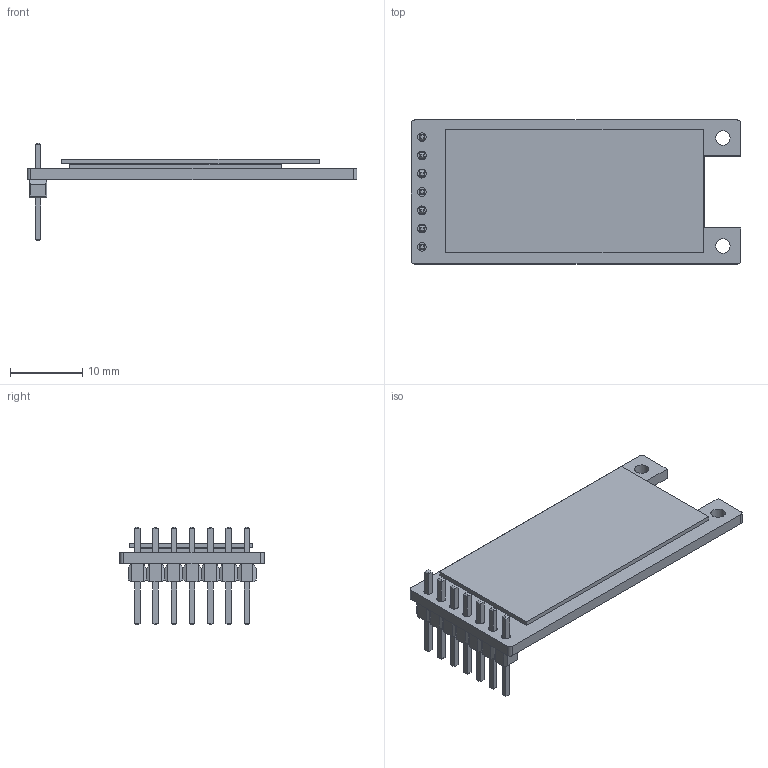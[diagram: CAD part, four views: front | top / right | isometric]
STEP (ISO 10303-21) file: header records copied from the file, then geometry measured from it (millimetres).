
FILE_DESCRIPTION(('FreeCAD Model'),'2;1');
FILE_NAME('Open CASCADE Shape Model','2024-08-21T12:47:07',( 'kicad StepUp'),('ksu MCAD'),'Open CASCADE STEP processor 7.6', 'FreeCAD','Unknown');
FILE_SCHEMA(('AUTOMOTIVE_DESIGN { 1 0 10303 214 1 1 1 1 }'));
Length unit declared in the file: millimetre
Products named in the file (19): Compound019; Compound001; Compound002; Compound003; Compound004; Compound005; Compound006; Compound007; Compound008; Compound009; Compound010; Compound011; Compound012; Compound013; Compound014; Compound015; Compound016; Compound017; Compound018
Assembly tree (18 placements, depth 2):
  Compound019
    Compound001
    Compound002
    Compound003
    Compound004
    Compound005
    Compound006
    Compound007
    Compound008
    Compound009
    Compound010
    Compound011
    Compound012
    Compound013
    Compound014
    Compound015
    Compound016
    Compound017
    Compound018
Bounding box: 45.8 x 20 x 13.59 mm (x, y, z)
Volume: 2114.7 mm3; surface area: 4630.6 mm2
Topology: 18 solids, 18 shells, 261 faces, 539 edges, 314 vertices
Faces by surface type: plane 248, cylinder 13
Full cylindrical faces by diameter (mm): 1.2 x7, 2 x2
Entity records: 7111 total; most frequent: CARTESIAN_POINT 1133, DIRECTION 1125, ORIENTED_EDGE 1078, EDGE_CURVE 539, LINE 513, VECTOR 513, VERTEX_POINT 314, AXIS2_PLACEMENT_3D 306
